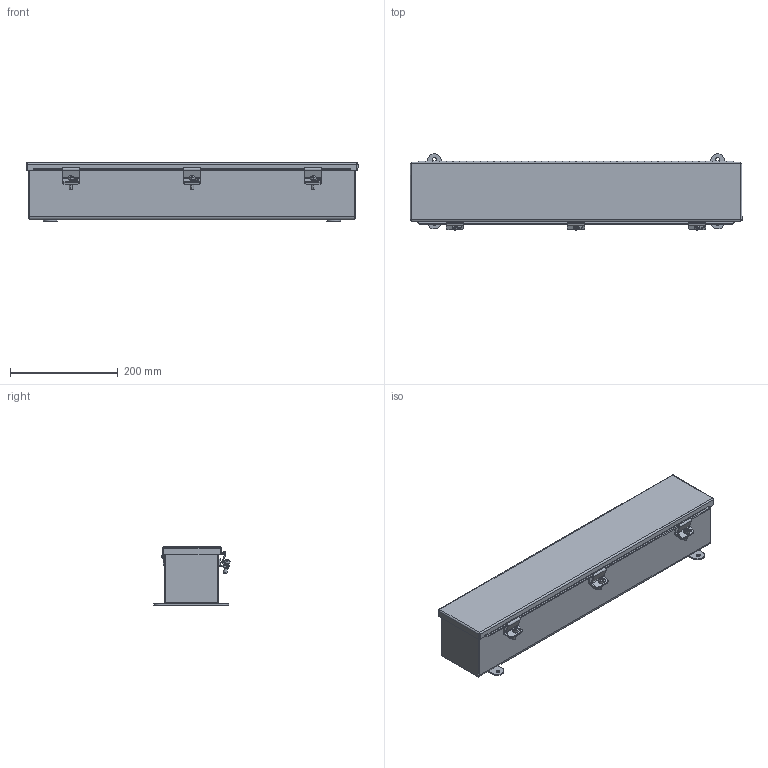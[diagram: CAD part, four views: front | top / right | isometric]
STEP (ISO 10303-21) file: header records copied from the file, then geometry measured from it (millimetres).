
FILE_DESCRIPTION (( 'STEP AP214' ), '1' );
FILE_NAME ('T4424CH.STEP', '2021-11-10T20:14:58', ( '' ), ( '' ), 'SwSTEP 2.0', 'SolidWorks 2021', '' );
FILE_SCHEMA (( 'AUTOMOTIVE_DESIGN' ));
Length unit declared in the file: inch
Products named in the file (1): T4424CH
Bounding box: 617.54 x 142.11 x 108.78 mm (x, y, z)
Volume: 627654.7 mm3; surface area: 696255.8 mm2
Topology: 18 solids, 18 shells, 646 faces, 1777 edges, 1173 vertices
Faces by surface type: plane 338, cylinder 285, bspline 17, cone 6
Entity records: 30103 total; most frequent: CARTESIAN_POINT 4387, DIRECTION 3569, ORIENTED_EDGE 3554, EDGE_CURVE 1777, AXIS2_PLACEMENT_3D 1211, VERTEX_POINT 1173, LINE 1147, VECTOR 1147
